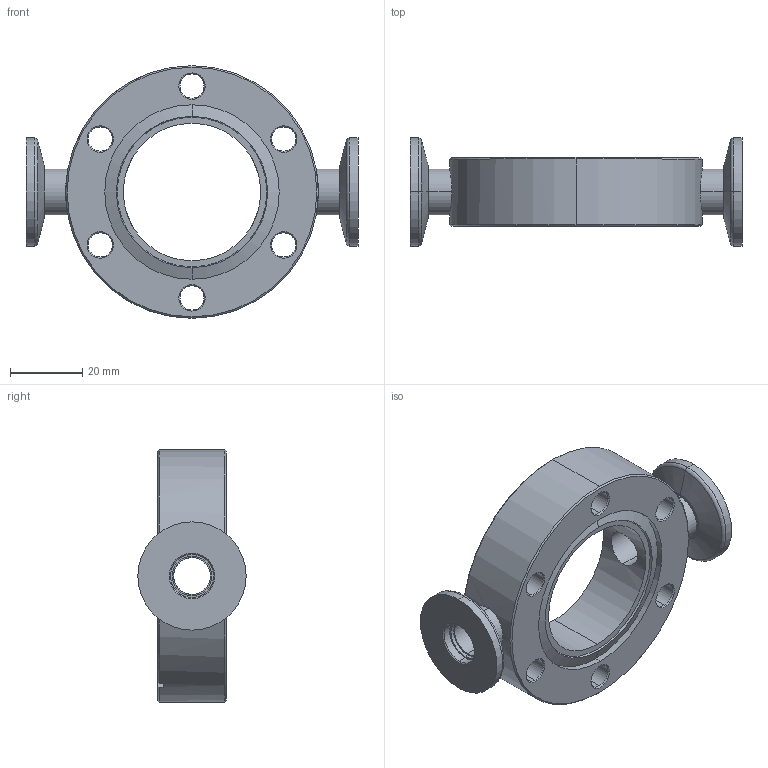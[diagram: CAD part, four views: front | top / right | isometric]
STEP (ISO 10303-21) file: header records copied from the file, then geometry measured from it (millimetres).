
FILE_DESCRIPTION (( 'STEP AP214' ), '1' );
FILE_NAME ('Hositrad_CF35-38DX2-10.STEP', '2012-04-24T10:59:32', ( 'Beheerder' ), ( 'Hewlett-Packard Company' ), 'SwSTEP 2.0', 'SolidWorks 2012', '' );
FILE_SCHEMA (( 'AUTOMOTIVE_DESIGN' ));
Length unit declared in the file: millimetre
Products named in the file (4): Hositrad_CF35-38DX2-10; NW35CF-Double-Radial-10mm_2-hole; Tube12.7-L10.5; KF10WS-All_KF10-13
Assembly tree (5 placements, depth 2):
  Hositrad_CF35-38DX2-10
    NW35CF-Double-Radial-10mm_2-hole
    Tube12.7-L10.5  x2
    KF10WS-All_KF10-13  x2
Bounding box: 92 x 30 x 70 mm (x, y, z)
Volume: 48515.7 mm3; surface area: 19928.8 mm2
Topology: 5 solids, 5 shells, 125 faces, 282 edges, 174 vertices
Faces by surface type: cylinder 53, cone 45, plane 21, torus 6
Entity records: 3404 total; most frequent: CARTESIAN_POINT 807, DIRECTION 574, ORIENTED_EDGE 468, AXIS2_PLACEMENT_3D 243, EDGE_CURVE 234, VERTEX_POINT 144, CIRCLE 134, EDGE_LOOP 128
